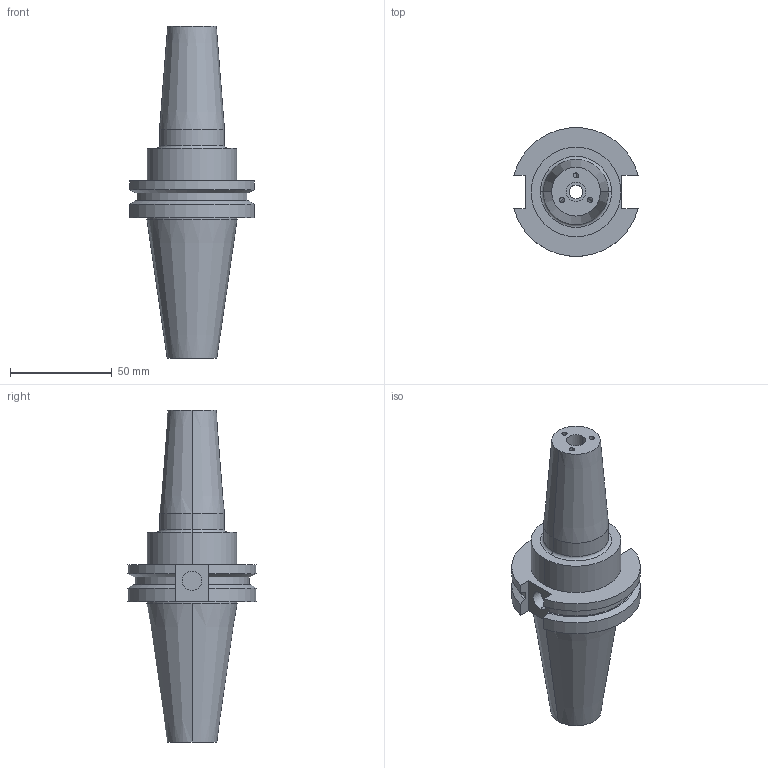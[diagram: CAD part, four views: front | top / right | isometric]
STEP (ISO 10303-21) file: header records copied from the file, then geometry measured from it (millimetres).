
FILE_DESCRIPTION (( 'STEP AP203' ), '1' );
FILE_NAME ('STP-SATE-46.651.56.375B-2.5.STEP', '2019-07-31T03:10:57', ( '' ), ( '' ), 'SwSTEP 2.0', 'SolidWorks 2017', '' );
FILE_SCHEMA (( 'CONFIG_CONTROL_DESIGN' ));
Length unit declared in the file: millimetre
Products named in the file (1): STP-SATE-46.651.56.375B-2.5
Bounding box: 61.35 x 63.26 x 163.55 mm (x, y, z)
Volume: 163917.3 mm3; surface area: 31153.8 mm2
Topology: 1 solids, 1 shells, 78 faces, 189 edges, 122 vertices
Faces by surface type: cylinder 38, plane 30, cone 8, torus 2
Entity records: 2574 total; most frequent: CARTESIAN_POINT 666, DIRECTION 385, ORIENTED_EDGE 378, EDGE_CURVE 189, AXIS2_PLACEMENT_3D 155, VERTEX_POINT 122, EDGE_LOOP 95, ADVANCED_FACE 78
